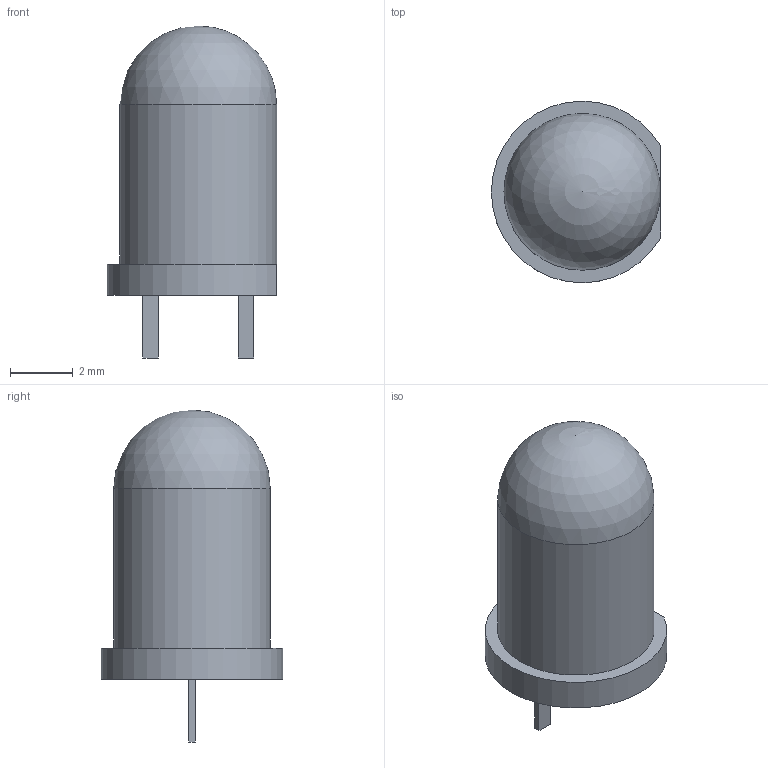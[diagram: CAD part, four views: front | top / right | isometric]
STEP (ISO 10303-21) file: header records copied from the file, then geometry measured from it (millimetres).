
FILE_DESCRIPTION(('FreeCAD Model'),'2;1');
FILE_NAME('Open CASCADE Shape Model','2025-04-11T15:17:50',(''),(''), 'Open CASCADE STEP processor 7.6','FreeCAD','Unknown');
FILE_SCHEMA(('AUTOMOTIVE_DESIGN { 1 0 10303 214 1 1 1 1 }'));
Length unit declared in the file: millimetre
Products named in the file (4): Unnamed; Fusion; Leg (Mirror #1); Leg
Assembly tree (3 placements, depth 2):
  Unnamed
    Fusion
    Leg (Mirror #1)
    Leg
Bounding box: 5.4 x 5.8 x 10.6 mm (x, y, z)
Volume: 158.9 mm3; surface area: 175.1 mm2
Topology: 3 solids, 3 shells, 20 faces, 39 edges, 24 vertices
Faces by surface type: plane 17, cylinder 2, sphere 1
Full cylindrical faces by diameter (mm): 5 x1
Entity records: 595 total; most frequent: DIRECTION 92, CARTESIAN_POINT 86, ORIENTED_EDGE 76, EDGE_CURVE 38, LINE 32, VECTOR 32, AXIS2_PLACEMENT_3D 30, VERTEX_POINT 24
